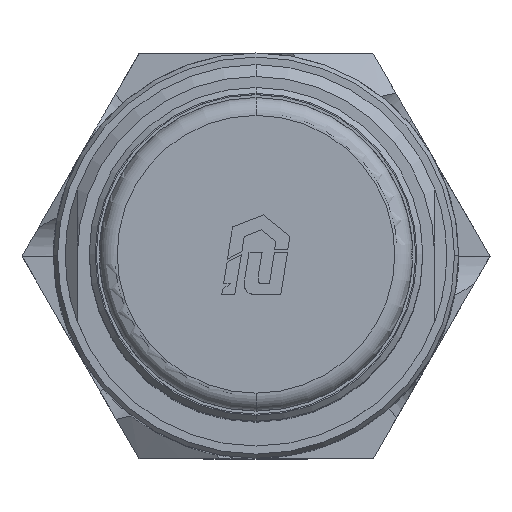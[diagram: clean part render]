
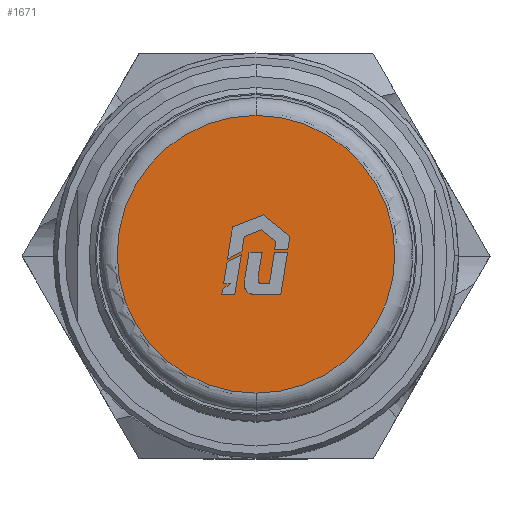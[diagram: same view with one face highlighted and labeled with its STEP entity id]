
A CAD part, top view. The second image highlights one B-rep face of the part: STEP entity #1671.
In plain terms, the highlighted planar face has unit normal (0, 0, 1).
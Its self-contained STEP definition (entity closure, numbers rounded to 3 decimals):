
#64=CARTESIAN_POINT('',(2.082,-3.403,84.05));
#65=VERTEX_POINT('',#64);
#66=CARTESIAN_POINT('',(0.385,-3.403,84.05));
#67=VERTEX_POINT('',#66);
#68=CARTESIAN_POINT('',(2.082,-3.403,84.05));
#69=DIRECTION('',(-1.,0.,0.));
#70=VECTOR('',#69,1.697);
#71=LINE('',#68,#70);
#72=EDGE_CURVE('',#65,#67,#71,.T.);
#104=CARTESIAN_POINT('',(2.647,0.185,84.05));
#105=VERTEX_POINT('',#104);
#106=CARTESIAN_POINT('',(2.647,0.185,84.05));
#107=DIRECTION('',(-0.156,-0.988,-0.));
#108=VECTOR('',#107,3.632);
#109=LINE('',#106,#108);
#110=EDGE_CURVE('',#105,#65,#109,.T.);
#135=CARTESIAN_POINT('',(1.542,0.185,84.05));
#136=VERTEX_POINT('',#135);
#137=CARTESIAN_POINT('',(1.542,0.185,84.05));
#138=DIRECTION('',(1.,0.,0.));
#139=VECTOR('',#138,1.105);
#140=LINE('',#137,#139);
#141=EDGE_CURVE('',#136,#105,#140,.T.);
#166=CARTESIAN_POINT('',(1.124,-2.462,84.05));
#167=VERTEX_POINT('',#166);
#168=CARTESIAN_POINT('',(1.124,-2.462,84.05));
#169=DIRECTION('',(0.156,0.988,0.));
#170=VECTOR('',#169,2.679);
#171=LINE('',#168,#170);
#172=EDGE_CURVE('',#167,#136,#171,.T.);
#197=CARTESIAN_POINT('',(0.704,-2.462,84.05));
#198=VERTEX_POINT('',#197);
#199=CARTESIAN_POINT('',(0.704,-2.462,84.05));
#200=DIRECTION('',(1.,0.001,0.));
#201=VECTOR('',#200,0.42);
#202=LINE('',#199,#201);
#203=EDGE_CURVE('',#198,#167,#202,.T.);
#264=CARTESIAN_POINT('',(0.234,-1.541,84.05));
#265=VERTEX_POINT('',#264);
#266=CARTESIAN_POINT('',(0.704,-2.462,84.05));
#267=CARTESIAN_POINT('',(0.461,-2.462,84.05));
#268=CARTESIAN_POINT('',(0.372,-2.441,84.05));
#269=CARTESIAN_POINT('',(0.276,-2.417,84.05));
#270=CARTESIAN_POINT('',(0.229,-2.36,84.05));
#271=CARTESIAN_POINT('',(0.187,-2.309,84.05));
#272=CARTESIAN_POINT('',(0.176,-2.204,84.05));
#273=CARTESIAN_POINT('',(0.158,-2.043,84.05));
#274=CARTESIAN_POINT('',(0.234,-1.541,84.05));
#275=B_SPLINE_CURVE_WITH_KNOTS('',2,(#266,#267,#268,#269,#270,#271,#272,#273,#274),.UNSPECIFIED.,.F.,.F.,(3,2,2,2,3),(0.,0.25,0.375,0.5,1.),.UNSPECIFIED.);
#276=EDGE_CURVE('',#198,#265,#275,.T.);
#329=CARTESIAN_POINT('',(0.511,0.185,84.05));
#330=VERTEX_POINT('',#329);
#331=CARTESIAN_POINT('',(0.511,0.185,84.05));
#332=DIRECTION('',(-0.158,-0.987,-0.));
#333=VECTOR('',#332,1.748);
#334=LINE('',#331,#333);
#335=EDGE_CURVE('',#330,#265,#334,.T.);
#360=CARTESIAN_POINT('',(-0.587,0.185,84.05));
#361=VERTEX_POINT('',#360);
#362=CARTESIAN_POINT('',(-0.587,0.185,84.05));
#363=DIRECTION('',(1.,0.,0.));
#364=VECTOR('',#363,1.098);
#365=LINE('',#362,#364);
#366=EDGE_CURVE('',#361,#330,#365,.T.);
#391=CARTESIAN_POINT('',(-0.913,-1.88,84.05));
#392=VERTEX_POINT('',#391);
#393=CARTESIAN_POINT('',(-0.913,-1.88,84.05));
#394=DIRECTION('',(0.156,0.988,0.));
#395=VECTOR('',#394,2.09);
#396=LINE('',#393,#395);
#397=EDGE_CURVE('',#392,#361,#396,.T.);
#470=CARTESIAN_POINT('',(-0.913,-1.88,84.05));
#471=CARTESIAN_POINT('',(-0.976,-2.284,84.05));
#472=CARTESIAN_POINT('',(-0.973,-2.505,84.05));
#473=CARTESIAN_POINT('',(-0.969,-2.913,84.05));
#474=CARTESIAN_POINT('',(-0.806,-3.105,84.05));
#475=CARTESIAN_POINT('',(-0.641,-3.299,84.05));
#476=CARTESIAN_POINT('',(-0.242,-3.368,84.05));
#477=CARTESIAN_POINT('',(-0.037,-3.403,84.05));
#478=CARTESIAN_POINT('',(0.385,-3.403,84.05));
#479=B_SPLINE_CURVE_WITH_KNOTS('',2,(#470,#471,#472,#473,#474,#475,#476,#477,#478),.UNSPECIFIED.,.F.,.F.,(3,2,2,2,3),(0.,0.25,0.5,0.75,1.),.UNSPECIFIED.);
#480=EDGE_CURVE('',#392,#67,#479,.T.);
#526=CARTESIAN_POINT('',(-2.792,-2.942,84.05));
#527=VERTEX_POINT('',#526);
#528=CARTESIAN_POINT('',(-2.869,-3.403,84.05));
#529=VERTEX_POINT('',#528);
#530=CARTESIAN_POINT('',(-2.792,-2.942,84.05));
#531=DIRECTION('',(-0.165,-0.986,-0.));
#532=VECTOR('',#531,0.467);
#533=LINE('',#530,#532);
#534=EDGE_CURVE('',#527,#529,#533,.T.);
#566=CARTESIAN_POINT('',(-1.778,-3.403,84.05));
#567=VERTEX_POINT('',#566);
#568=CARTESIAN_POINT('',(-2.869,-3.403,84.05));
#569=DIRECTION('',(1.,0.,0.));
#570=VECTOR('',#569,1.092);
#571=LINE('',#568,#570);
#572=EDGE_CURVE('',#529,#567,#571,.T.);
#597=CARTESIAN_POINT('',(-1.226,-0.015,84.05));
#598=VERTEX_POINT('',#597);
#599=CARTESIAN_POINT('',(-1.778,-3.403,84.05));
#600=DIRECTION('',(0.161,0.987,0.));
#601=VECTOR('',#600,3.433);
#602=LINE('',#599,#601);
#603=EDGE_CURVE('',#567,#598,#602,.T.);
#628=CARTESIAN_POINT('',(-2.424,-0.65,84.05));
#629=VERTEX_POINT('',#628);
#630=CARTESIAN_POINT('',(-1.226,-0.015,84.05));
#631=DIRECTION('',(-0.883,-0.469,-0.));
#632=VECTOR('',#631,1.356);
#633=LINE('',#630,#632);
#634=EDGE_CURVE('',#598,#629,#633,.T.);
#659=CARTESIAN_POINT('',(-2.716,-2.458,84.05));
#660=VERTEX_POINT('',#659);
#661=CARTESIAN_POINT('',(-2.424,-0.65,84.05));
#662=DIRECTION('',(-0.16,-0.987,-0.));
#663=VECTOR('',#662,1.832);
#664=LINE('',#661,#663);
#665=EDGE_CURVE('',#629,#660,#664,.T.);
#690=CARTESIAN_POINT('',(-2.151,-2.458,84.05));
#691=VERTEX_POINT('',#690);
#692=CARTESIAN_POINT('',(-2.716,-2.458,84.05));
#693=DIRECTION('',(1.,0.,0.));
#694=VECTOR('',#693,0.566);
#695=LINE('',#692,#694);
#696=EDGE_CURVE('',#660,#691,#695,.T.);
#721=CARTESIAN_POINT('',(-2.151,-2.458,84.05));
#722=DIRECTION('',(-0.798,-0.602,-0.));
#723=VECTOR('',#722,0.804);
#724=LINE('',#721,#723);
#725=EDGE_CURVE('',#691,#527,#724,.T.);
#743=CARTESIAN_POINT('',(2.667,0.369,84.05));
#744=VERTEX_POINT('',#743);
#745=CARTESIAN_POINT('',(2.85,1.528,84.05));
#746=VERTEX_POINT('',#745);
#747=CARTESIAN_POINT('',(2.667,0.369,84.05));
#748=DIRECTION('',(0.156,0.988,0.));
#749=VECTOR('',#748,1.173);
#750=LINE('',#747,#749);
#751=EDGE_CURVE('',#744,#746,#750,.T.);
#783=CARTESIAN_POINT('',(0.66,3.302,84.05));
#784=VERTEX_POINT('',#783);
#785=CARTESIAN_POINT('',(2.85,1.528,84.05));
#786=DIRECTION('',(-0.777,0.629,0.));
#787=VECTOR('',#786,2.819);
#788=LINE('',#785,#787);
#789=EDGE_CURVE('',#746,#784,#788,.T.);
#814=CARTESIAN_POINT('',(-1.972,2.292,84.05));
#815=VERTEX_POINT('',#814);
#816=CARTESIAN_POINT('',(0.66,3.302,84.05));
#817=DIRECTION('',(-0.934,-0.358,-0.));
#818=VECTOR('',#817,2.819);
#819=LINE('',#816,#818);
#820=EDGE_CURVE('',#784,#815,#819,.T.);
#845=CARTESIAN_POINT('',(-2.4,-0.41,84.05));
#846=VERTEX_POINT('',#845);
#847=CARTESIAN_POINT('',(-1.972,2.292,84.05));
#848=DIRECTION('',(-0.156,-0.988,-0.));
#849=VECTOR('',#848,2.736);
#850=LINE('',#847,#849);
#851=EDGE_CURVE('',#815,#846,#850,.T.);
#876=CARTESIAN_POINT('',(-1.184,0.233,84.05));
#877=VERTEX_POINT('',#876);
#878=CARTESIAN_POINT('',(-2.4,-0.41,84.05));
#879=DIRECTION('',(0.884,0.468,0.));
#880=VECTOR('',#879,1.376);
#881=LINE('',#878,#880);
#882=EDGE_CURVE('',#846,#877,#881,.T.);
#907=CARTESIAN_POINT('',(-0.992,1.499,84.05));
#908=VERTEX_POINT('',#907);
#909=CARTESIAN_POINT('',(-1.184,0.233,84.05));
#910=DIRECTION('',(0.15,0.989,0.));
#911=VECTOR('',#910,1.28);
#912=LINE('',#909,#911);
#913=EDGE_CURVE('',#877,#908,#912,.T.);
#938=CARTESIAN_POINT('',(0.463,2.057,84.05));
#939=VERTEX_POINT('',#938);
#940=CARTESIAN_POINT('',(-0.992,1.499,84.05));
#941=DIRECTION('',(0.934,0.358,0.));
#942=VECTOR('',#941,1.558);
#943=LINE('',#940,#942);
#944=EDGE_CURVE('',#908,#939,#943,.T.);
#969=CARTESIAN_POINT('',(1.674,1.076,84.05));
#970=VERTEX_POINT('',#969);
#971=CARTESIAN_POINT('',(0.463,2.057,84.05));
#972=DIRECTION('',(0.777,-0.629,-0.));
#973=VECTOR('',#972,1.558);
#974=LINE('',#971,#973);
#975=EDGE_CURVE('',#939,#970,#974,.T.);
#1000=CARTESIAN_POINT('',(1.562,0.369,84.05));
#1001=VERTEX_POINT('',#1000);
#1002=CARTESIAN_POINT('',(1.674,1.076,84.05));
#1003=DIRECTION('',(-0.156,-0.988,-0.));
#1004=VECTOR('',#1003,0.716);
#1005=LINE('',#1002,#1004);
#1006=EDGE_CURVE('',#970,#1001,#1005,.T.);
#1031=CARTESIAN_POINT('',(1.562,0.369,84.05));
#1032=DIRECTION('',(1.,0.,0.));
#1033=VECTOR('',#1032,1.105);
#1034=LINE('',#1031,#1033);
#1035=EDGE_CURVE('',#1001,#744,#1034,.T.);
#1395=CARTESIAN_POINT('',(-0.,11.65,84.05));
#1396=VERTEX_POINT('',#1395);
#1397=CARTESIAN_POINT('',(0.,-11.65,84.05));
#1398=VERTEX_POINT('',#1397);
#1399=CARTESIAN_POINT('',(0.,-0.,84.05));
#1400=DIRECTION('',(0.,0.,-1.));
#1401=DIRECTION('',(0.,1.,0.));
#1402=AXIS2_PLACEMENT_3D('',#1399,#1400,#1401);
#1403=CIRCLE('',#1402,11.65);
#1404=EDGE_CURVE('NONE',#1396,#1398,#1403,.T.);
#1597=CARTESIAN_POINT('',(0.,-0.,84.05));
#1598=DIRECTION('',(0.,0.,-1.));
#1599=DIRECTION('',(0.,1.,0.));
#1600=AXIS2_PLACEMENT_3D('',#1597,#1598,#1599);
#1601=CIRCLE('',#1600,11.65);
#1602=EDGE_CURVE('NONE',#1398,#1396,#1601,.T.);
#1629=CARTESIAN_POINT('',(11.65,-0.,84.05));
#1630=DIRECTION('',(0.,-0.,1.));
#1631=DIRECTION('',(0.,-1.,-0.));
#1632=AXIS2_PLACEMENT_3D('',#1629,#1630,#1631);
#1633=PLANE('',#1632);
#1634=ORIENTED_EDGE('',*,*,#1035,.F.);
#1635=ORIENTED_EDGE('',*,*,#1006,.F.);
#1636=ORIENTED_EDGE('',*,*,#975,.F.);
#1637=ORIENTED_EDGE('',*,*,#944,.F.);
#1638=ORIENTED_EDGE('',*,*,#913,.F.);
#1639=ORIENTED_EDGE('',*,*,#882,.F.);
#1640=ORIENTED_EDGE('',*,*,#851,.F.);
#1641=ORIENTED_EDGE('',*,*,#820,.F.);
#1642=ORIENTED_EDGE('',*,*,#789,.F.);
#1643=ORIENTED_EDGE('',*,*,#751,.F.);
#1644=EDGE_LOOP('',(#1634,#1635,#1636,#1637,#1638,#1639,#1640,#1641,#1642,#1643));
#1645=FACE_BOUND('',#1644,.T.);
#1646=ORIENTED_EDGE('',*,*,#725,.F.);
#1647=ORIENTED_EDGE('',*,*,#696,.F.);
#1648=ORIENTED_EDGE('',*,*,#665,.F.);
#1649=ORIENTED_EDGE('',*,*,#634,.F.);
#1650=ORIENTED_EDGE('',*,*,#603,.F.);
#1651=ORIENTED_EDGE('',*,*,#572,.F.);
#1652=ORIENTED_EDGE('',*,*,#534,.F.);
#1653=EDGE_LOOP('',(#1646,#1647,#1648,#1649,#1650,#1651,#1652));
#1654=FACE_BOUND('',#1653,.T.);
#1655=ORIENTED_EDGE('',*,*,#480,.F.);
#1656=ORIENTED_EDGE('',*,*,#397,.T.);
#1657=ORIENTED_EDGE('',*,*,#366,.T.);
#1658=ORIENTED_EDGE('',*,*,#335,.T.);
#1659=ORIENTED_EDGE('',*,*,#276,.F.);
#1660=ORIENTED_EDGE('',*,*,#203,.T.);
#1661=ORIENTED_EDGE('',*,*,#172,.T.);
#1662=ORIENTED_EDGE('',*,*,#141,.T.);
#1663=ORIENTED_EDGE('',*,*,#110,.T.);
#1664=ORIENTED_EDGE('',*,*,#72,.T.);
#1665=EDGE_LOOP('',(#1655,#1656,#1657,#1658,#1659,#1660,#1661,#1662,#1663,#1664));
#1666=FACE_BOUND('',#1665,.T.);
#1667=ORIENTED_EDGE('',*,*,#1404,.F.);
#1668=ORIENTED_EDGE('',*,*,#1602,.F.);
#1669=EDGE_LOOP('',(#1667,#1668));
#1670=FACE_BOUND('',#1669,.T.);
#1671=ADVANCED_FACE('NONE',(#1645,#1654,#1666,#1670),#1633,.T.);
